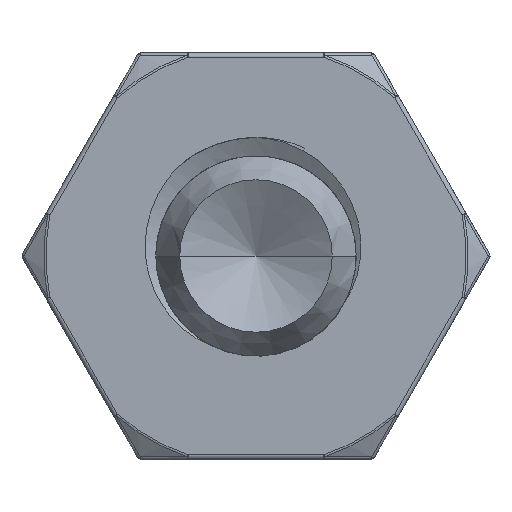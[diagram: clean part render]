
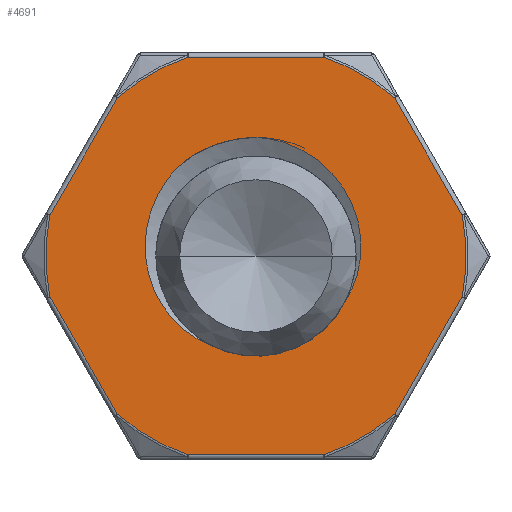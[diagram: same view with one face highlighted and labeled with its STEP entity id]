
A CAD part, left-side view. The second image highlights one B-rep face of the part: STEP entity #4691.
In plain terms, the highlighted planar face has unit normal (-1, 0, 0).
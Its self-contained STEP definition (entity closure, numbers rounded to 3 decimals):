
#938=CARTESIAN_POINT('',(-11.9,-2.636,-1.343));
#967=CARTESIAN_POINT('',(-11.9,1.343,-2.636));
#1620=CARTESIAN_POINT('',(-11.9,0.,0.));
#1621=DIRECTION('',(-1.,0.,0.));
#1622=DIRECTION('',(0.,0.454,-0.891));
#1623=AXIS2_PLACEMENT_3D('',#1620,#1621,#1622);
#1625=CARTESIAN_POINT('',(-11.9,-0.275,3.489));
#1626=CARTESIAN_POINT('',(-11.9,-0.461,3.46));
#1627=CARTESIAN_POINT('',(-11.9,-0.823,3.372));
#1628=CARTESIAN_POINT('',(-11.9,-1.336,3.155));
#1629=CARTESIAN_POINT('',(-11.9,-1.803,2.861));
#1630=CARTESIAN_POINT('',(-11.9,-2.211,2.499));
#1631=CARTESIAN_POINT('',(-11.9,-2.553,2.078));
#1632=CARTESIAN_POINT('',(-11.9,-2.817,1.614));
#1633=CARTESIAN_POINT('',(-11.9,-3.001,1.116));
#1634=CARTESIAN_POINT('',(-11.9,-3.098,0.601));
#1635=CARTESIAN_POINT('',(-11.9,-3.109,0.083));
#1636=CARTESIAN_POINT('',(-11.9,-3.035,-0.425));
#1637=CARTESIAN_POINT('',(-11.9,-2.879,-0.907));
#1638=CARTESIAN_POINT('',(-11.9,-2.726,-1.202));
#1639=CARTESIAN_POINT('',(-11.9,-2.636,-1.343));
#1641=CARTESIAN_POINT('',(-11.9,2.273,2.661));
#1642=CARTESIAN_POINT('',(-11.9,2.151,2.766));
#1643=CARTESIAN_POINT('',(-11.9,1.903,2.948));
#1644=CARTESIAN_POINT('',(-11.9,1.536,3.153));
#1645=CARTESIAN_POINT('',(-11.9,1.176,3.304));
#1646=CARTESIAN_POINT('',(-11.9,0.821,3.409));
#1647=CARTESIAN_POINT('',(-11.9,0.461,3.476));
#1648=CARTESIAN_POINT('',(-11.9,0.094,3.505));
#1649=CARTESIAN_POINT('',(-11.9,-0.151,3.499));
#1650=CARTESIAN_POINT('',(-11.9,-0.275,3.489));
#1652=CARTESIAN_POINT('',(-11.9,1.343,-2.636));
#1653=CARTESIAN_POINT('',(-11.9,1.473,-2.585));
#1654=CARTESIAN_POINT('',(-11.9,1.723,-2.464));
#1655=CARTESIAN_POINT('',(-11.9,2.071,-2.232));
#1656=CARTESIAN_POINT('',(-11.9,2.397,-1.943));
#1657=CARTESIAN_POINT('',(-11.9,2.695,-1.588));
#1658=CARTESIAN_POINT('',(-11.9,2.954,-1.157));
#1659=CARTESIAN_POINT('',(-11.9,3.142,-0.686));
#1660=CARTESIAN_POINT('',(-11.9,3.253,-0.191));
#1661=CARTESIAN_POINT('',(-11.9,3.286,0.318));
#1662=CARTESIAN_POINT('',(-11.9,3.24,0.826));
#1663=CARTESIAN_POINT('',(-11.9,3.114,1.331));
#1664=CARTESIAN_POINT('',(-11.9,2.91,1.814));
#1665=CARTESIAN_POINT('',(-11.9,2.63,2.265));
#1666=CARTESIAN_POINT('',(-11.9,2.4,2.534));
#1667=CARTESIAN_POINT('',(-11.9,2.273,2.661));
#1669=DIRECTION('',(0.,-1.,0.));
#1670=VECTOR('',#1669,4.003);
#1671=CARTESIAN_POINT('',(-11.9,2.001,-5.875));
#1672=LINE('',#1671,#1670);
#1673=CARTESIAN_POINT('',(-11.9,0.,0.));
#1674=DIRECTION('',(-1.,0.,0.));
#1675=DIRECTION('',(0.,0.659,-0.753));
#1676=AXIS2_PLACEMENT_3D('',#1673,#1674,#1675);
#1678=DIRECTION('',(0.,-0.5,-0.866));
#1679=VECTOR('',#1678,4.002);
#1680=CARTESIAN_POINT('',(-11.9,6.088,-1.204));
#1681=LINE('',#1680,#1679);
#1682=CARTESIAN_POINT('',(-11.9,0.,0.));
#1683=DIRECTION('',(1.,0.,0.));
#1684=DIRECTION('',(0.,0.981,-0.194));
#1685=AXIS2_PLACEMENT_3D('',#1682,#1683,#1684);
#1687=DIRECTION('',(0.,0.5,-0.866));
#1688=VECTOR('',#1687,4.003);
#1689=CARTESIAN_POINT('',(-11.9,4.087,4.671));
#1690=LINE('',#1689,#1688);
#1691=CARTESIAN_POINT('',(-11.9,0.,0.));
#1692=DIRECTION('',(-1.,0.,0.));
#1693=DIRECTION('',(0.,0.322,0.947));
#1694=AXIS2_PLACEMENT_3D('',#1691,#1692,#1693);
#1696=DIRECTION('',(0.,1.,0.));
#1697=VECTOR('',#1696,4.003);
#1698=CARTESIAN_POINT('',(-11.9,-2.001,5.875));
#1699=LINE('',#1698,#1697);
#1700=CARTESIAN_POINT('',(-11.9,0.,0.));
#1701=DIRECTION('',(-1.,0.,0.));
#1702=DIRECTION('',(0.,-0.659,0.753));
#1703=AXIS2_PLACEMENT_3D('',#1700,#1701,#1702);
#1705=DIRECTION('',(0.,0.5,0.866));
#1706=VECTOR('',#1705,4.003);
#1707=CARTESIAN_POINT('',(-11.9,-6.089,1.204));
#1708=LINE('',#1707,#1706);
#1709=CARTESIAN_POINT('',(-11.9,0.,0.));
#1710=DIRECTION('',(1.,0.,0.));
#1711=DIRECTION('',(0.,-0.981,0.194));
#1712=AXIS2_PLACEMENT_3D('',#1709,#1710,#1711);
#1714=DIRECTION('',(0.,-0.5,0.866));
#1715=VECTOR('',#1714,4.003);
#1716=CARTESIAN_POINT('',(-11.9,-4.087,-4.671));
#1717=LINE('',#1716,#1715);
#1718=CARTESIAN_POINT('',(-11.9,0.,0.));
#1719=DIRECTION('',(-1.,0.,0.));
#1720=DIRECTION('',(0.,-0.322,-0.947));
#1721=AXIS2_PLACEMENT_3D('',#1718,#1719,#1720);
#2992=VERTEX_POINT('',#938);
#2993=VERTEX_POINT('',#967);
#2994=VERTEX_POINT('',#1625);
#2995=VERTEX_POINT('',#1641);
#3042=CARTESIAN_POINT('',(-11.9,2.001,-5.875));
#3043=CARTESIAN_POINT('',(-11.9,-2.001,-5.875));
#3044=VERTEX_POINT('',#3042);
#3045=VERTEX_POINT('',#3043);
#3046=CARTESIAN_POINT('',(-11.9,4.087,-4.671));
#3047=VERTEX_POINT('',#3046);
#3056=CARTESIAN_POINT('',(-11.9,6.088,-1.204));
#3057=VERTEX_POINT('',#3056);
#3058=CARTESIAN_POINT('',(-11.9,4.087,4.671));
#3059=CARTESIAN_POINT('',(-11.9,6.089,1.204));
#3060=VERTEX_POINT('',#3058);
#3061=VERTEX_POINT('',#3059);
#3107=CARTESIAN_POINT('',(-11.9,-4.087,-4.671));
#3108=VERTEX_POINT('',#3107);
#3109=CARTESIAN_POINT('',(-11.9,-6.089,-1.204));
#3110=VERTEX_POINT('',#3109);
#3126=CARTESIAN_POINT('',(-11.9,-6.089,1.204));
#3127=VERTEX_POINT('',#3126);
#3130=CARTESIAN_POINT('',(-11.9,-4.087,4.671));
#3131=VERTEX_POINT('',#3130);
#3138=CARTESIAN_POINT('',(-11.9,-2.001,5.875));
#3139=CARTESIAN_POINT('',(-11.9,2.001,5.875));
#3140=VERTEX_POINT('',#3138);
#3141=VERTEX_POINT('',#3139);
#4652=CARTESIAN_POINT('',(-11.9,0.,0.));
#4653=DIRECTION('',(1.,0.,0.));
#4654=DIRECTION('',(0.,-1.,0.));
#4655=AXIS2_PLACEMENT_3D('',#4652,#4653,#4654);
#4656=PLANE('',#4655);
#4658=ORIENTED_EDGE('',*,*,#4657,.F.);
#4660=ORIENTED_EDGE('',*,*,#4659,.F.);
#4662=ORIENTED_EDGE('',*,*,#4661,.F.);
#4664=ORIENTED_EDGE('',*,*,#4663,.T.);
#4666=ORIENTED_EDGE('',*,*,#4665,.F.);
#4668=ORIENTED_EDGE('',*,*,#4667,.F.);
#4670=ORIENTED_EDGE('',*,*,#4669,.F.);
#4672=ORIENTED_EDGE('',*,*,#4671,.F.);
#4674=ORIENTED_EDGE('',*,*,#4673,.F.);
#4676=ORIENTED_EDGE('',*,*,#4675,.T.);
#4678=ORIENTED_EDGE('',*,*,#4677,.F.);
#4680=ORIENTED_EDGE('',*,*,#4679,.F.);
#4681=EDGE_LOOP('',(#4658,#4660,#4662,#4664,#4666,#4668,#4670,#4672,#4674,#4676,
#4678,#4680));
#4682=FACE_OUTER_BOUND('',#4681,.F.);
#4683=ORIENTED_EDGE('',*,*,#3639,.T.);
#4685=ORIENTED_EDGE('',*,*,#4684,.F.);
#4687=ORIENTED_EDGE('',*,*,#4686,.F.);
#4688=ORIENTED_EDGE('',*,*,#4643,.F.);
#4689=EDGE_LOOP('',(#4683,#4685,#4687,#4688));
#4690=FACE_BOUND('',#4689,.F.);
#1624=CIRCLE('',#1623,2.959);
#1640=B_SPLINE_CURVE_WITH_KNOTS('',3,(#1625,#1626,#1627,#1628,#1629,#1630,#1631,
#1632,#1633,#1634,#1635,#1636,#1637,#1638,#1639),.UNSPECIFIED.,.F.,.F.,(4,1,1,1,
1,1,1,1,1,1,1,1,4),(0.,0.083,0.167,0.25,
0.333,0.417,0.5,0.583,0.667,
0.75,0.833,0.917,1.),.UNSPECIFIED.);
#1651=B_SPLINE_CURVE_WITH_KNOTS('',3,(#1641,#1642,#1643,#1644,#1645,#1646,#1647,
#1648,#1649,#1650),.UNSPECIFIED.,.F.,.F.,(4,1,1,1,1,1,1,4),(0.,
0.143,0.286,0.429,0.571,
0.714,0.857,1.),.UNSPECIFIED.);
#1668=B_SPLINE_CURVE_WITH_KNOTS('',3,(#1652,#1653,#1654,#1655,#1656,#1657,#1658,
#1659,#1660,#1661,#1662,#1663,#1664,#1665,#1666,#1667),.UNSPECIFIED.,.F.,.F.,(4,
1,1,1,1,1,1,1,1,1,1,1,1,4),(0.,0.077,0.154,
0.231,0.308,0.385,0.462,
0.538,0.615,0.692,0.769,
0.846,0.923,1.),.UNSPECIFIED.);
#1677=CIRCLE('',#1676,6.207);
#1686=CIRCLE('',#1685,6.207);
#1695=CIRCLE('',#1694,6.207);
#1704=CIRCLE('',#1703,6.207);
#1713=CIRCLE('',#1712,6.207);
#1722=CIRCLE('',#1721,6.207);
#3639=EDGE_CURVE('',#2993,#2992,#1624,.T.);
#4643=EDGE_CURVE('',#2993,#2995,#1668,.T.);
#4657=EDGE_CURVE('',#3044,#3045,#1672,.T.);
#4659=EDGE_CURVE('',#3047,#3044,#1677,.T.);
#4661=EDGE_CURVE('',#3057,#3047,#1681,.T.);
#4663=EDGE_CURVE('',#3057,#3061,#1686,.T.);
#4665=EDGE_CURVE('',#3060,#3061,#1690,.T.);
#4667=EDGE_CURVE('',#3141,#3060,#1695,.T.);
#4669=EDGE_CURVE('',#3140,#3141,#1699,.T.);
#4671=EDGE_CURVE('',#3131,#3140,#1704,.T.);
#4673=EDGE_CURVE('',#3127,#3131,#1708,.T.);
#4675=EDGE_CURVE('',#3127,#3110,#1713,.T.);
#4677=EDGE_CURVE('',#3108,#3110,#1717,.T.);
#4679=EDGE_CURVE('',#3045,#3108,#1722,.T.);
#4684=EDGE_CURVE('',#2994,#2992,#1640,.T.);
#4686=EDGE_CURVE('',#2995,#2994,#1651,.T.);
#4691=ADVANCED_FACE('',(#4682,#4690),#4656,.F.);
